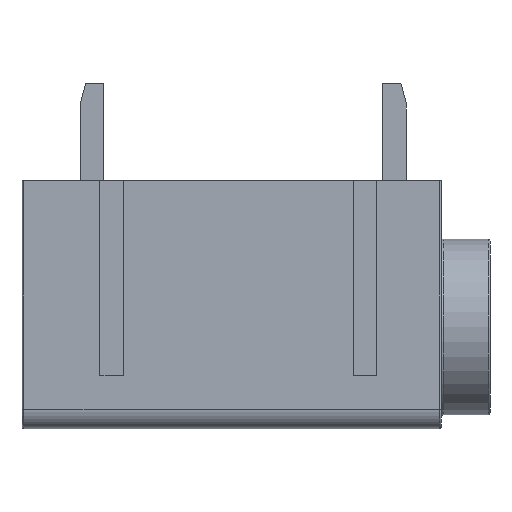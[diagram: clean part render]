
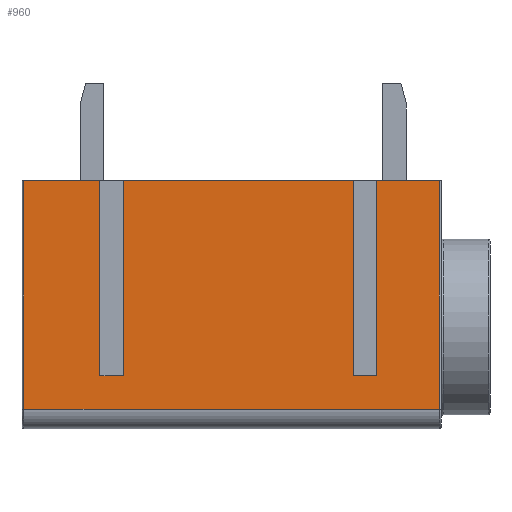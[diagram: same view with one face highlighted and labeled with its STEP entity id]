
A CAD part, front view. The second image highlights one B-rep face of the part: STEP entity #960.
In plain terms, the highlighted planar face has unit normal (0, -1, 0).
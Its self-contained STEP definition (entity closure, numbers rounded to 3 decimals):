
#21=PLANE('',#1052);
#80=LINE('',#1485,#169);
#81=LINE('',#1487,#170);
#82=LINE('',#1489,#171);
#83=LINE('',#1491,#172);
#84=LINE('',#1493,#173);
#85=LINE('',#1495,#174);
#86=LINE('',#1497,#175);
#87=LINE('',#1499,#176);
#88=LINE('',#1501,#177);
#89=LINE('',#1503,#178);
#90=LINE('',#1505,#179);
#91=LINE('',#1506,#180);
#169=VECTOR('',#1204,1000.);
#170=VECTOR('',#1205,1000.);
#171=VECTOR('',#1206,1000.);
#172=VECTOR('',#1207,1000.);
#173=VECTOR('',#1208,1000.);
#174=VECTOR('',#1209,1000.);
#175=VECTOR('',#1210,1000.);
#176=VECTOR('',#1211,1000.);
#177=VECTOR('',#1212,1000.);
#178=VECTOR('',#1213,1000.);
#179=VECTOR('',#1214,1000.);
#180=VECTOR('',#1215,1000.);
#256=FACE_OUTER_BOUND('',#310,.T.);
#310=EDGE_LOOP('',(#677,#678,#679,#680,#681,#682,#683,#684,#685,#686,#687,
#688));
#432=VERTEX_POINT('',#1483);
#433=VERTEX_POINT('',#1484);
#434=VERTEX_POINT('',#1486);
#435=VERTEX_POINT('',#1488);
#436=VERTEX_POINT('',#1490);
#437=VERTEX_POINT('',#1492);
#438=VERTEX_POINT('',#1494);
#439=VERTEX_POINT('',#1496);
#440=VERTEX_POINT('',#1498);
#441=VERTEX_POINT('',#1500);
#442=VERTEX_POINT('',#1502);
#443=VERTEX_POINT('',#1504);
#527=EDGE_CURVE('',#432,#433,#80,.T.);
#528=EDGE_CURVE('',#433,#434,#81,.T.);
#529=EDGE_CURVE('',#434,#435,#82,.T.);
#530=EDGE_CURVE('',#435,#436,#83,.T.);
#531=EDGE_CURVE('',#436,#437,#84,.T.);
#532=EDGE_CURVE('',#438,#437,#85,.T.);
#533=EDGE_CURVE('',#439,#438,#86,.T.);
#534=EDGE_CURVE('',#440,#439,#87,.T.);
#535=EDGE_CURVE('',#440,#441,#88,.T.);
#536=EDGE_CURVE('',#442,#441,#89,.T.);
#537=EDGE_CURVE('',#443,#442,#90,.T.);
#538=EDGE_CURVE('',#432,#443,#91,.T.);
#677=ORIENTED_EDGE('',*,*,#527,.T.);
#678=ORIENTED_EDGE('',*,*,#528,.T.);
#679=ORIENTED_EDGE('',*,*,#529,.T.);
#680=ORIENTED_EDGE('',*,*,#530,.T.);
#681=ORIENTED_EDGE('',*,*,#531,.T.);
#682=ORIENTED_EDGE('',*,*,#532,.F.);
#683=ORIENTED_EDGE('',*,*,#533,.F.);
#684=ORIENTED_EDGE('',*,*,#534,.F.);
#685=ORIENTED_EDGE('',*,*,#535,.T.);
#686=ORIENTED_EDGE('',*,*,#536,.F.);
#687=ORIENTED_EDGE('',*,*,#537,.F.);
#688=ORIENTED_EDGE('',*,*,#538,.F.);
#960=ADVANCED_FACE('',(#256),#21,.F.);
#1052=AXIS2_PLACEMENT_3D('',#1482,#1202,#1203);
#1202=DIRECTION('center_axis',(0.,1.,0.));
#1203=DIRECTION('ref_axis',(0.,0.,
1.));
#1204=DIRECTION('',(-1.,0.,0.));
#1205=DIRECTION('',(0.,0.,-1.));
#1206=DIRECTION('',(1.,0.,0.));
#1207=DIRECTION('',(0.,0.,1.));
#1208=DIRECTION('',(-1.,0.,0.));
#1209=DIRECTION('',(0.,0.,1.));
#1210=DIRECTION('',(1.,0.,0.));
#1211=DIRECTION('',(0.,0.,-1.));
#1212=DIRECTION('',(-1.,0.,0.));
#1213=DIRECTION('',(0.,0.,1.));
#1214=DIRECTION('',(1.,0.,0.));
#1215=DIRECTION('',(0.,0.,-1.));
#1482=CARTESIAN_POINT('Origin',(-10.75,-5.05,-12.7));
#1483=CARTESIAN_POINT('',(-6.754,-5.05,0.));
#1484=CARTESIAN_POINT('',(-10.65,-5.05,0.));
#1485=CARTESIAN_POINT('',(-10.75,-5.05,0.));
#1486=CARTESIAN_POINT('',(-10.65,-5.05,-11.7));
#1487=CARTESIAN_POINT('',(-10.65,-5.05,-12.7));
#1488=CARTESIAN_POINT('',(10.65,-5.05,-11.7));
#1489=CARTESIAN_POINT('',(10.75,-5.05,-11.7));
#1490=CARTESIAN_POINT('',(10.65,-5.05,0.));
#1491=CARTESIAN_POINT('',(10.65,-5.05,-12.7));
#1492=CARTESIAN_POINT('',(7.446,-5.05,0.));
#1493=CARTESIAN_POINT('',(-10.75,-5.05,0.));
#1494=CARTESIAN_POINT('',(7.446,-5.05,-10.003));
#1495=CARTESIAN_POINT('',(7.446,-5.05,-10.003));
#1496=CARTESIAN_POINT('',(6.246,-5.05,-10.003));
#1497=CARTESIAN_POINT('',(6.246,-5.05,-10.003));
#1498=CARTESIAN_POINT('',(6.246,-5.05,0.));
#1499=CARTESIAN_POINT('',(6.246,-5.05,-10.003));
#1500=CARTESIAN_POINT('',(-5.554,-5.05,0.));
#1501=CARTESIAN_POINT('',(-10.75,-5.05,0.));
#1502=CARTESIAN_POINT('',(-5.554,-5.05,-10.003));
#1503=CARTESIAN_POINT('',(-5.554,-5.05,-10.003));
#1504=CARTESIAN_POINT('',(-6.754,-5.05,-10.003));
#1505=CARTESIAN_POINT('',(-6.754,-5.05,-10.003));
#1506=CARTESIAN_POINT('',(-6.754,-5.05,-10.003));
